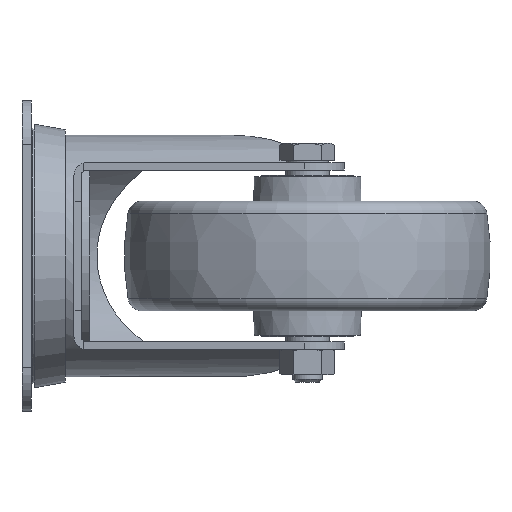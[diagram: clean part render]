
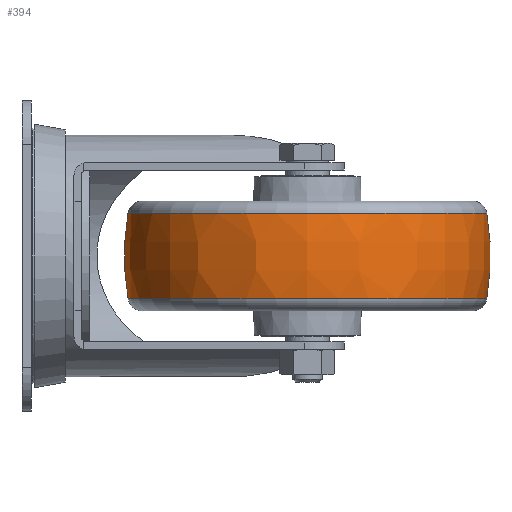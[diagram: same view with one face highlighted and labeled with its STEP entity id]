
A CAD part, left-side view. The second image highlights one B-rep face of the part: STEP entity #394.
In plain terms, the highlighted free-form (B-spline) face has degree [3, 3] with [4, 7] control points.
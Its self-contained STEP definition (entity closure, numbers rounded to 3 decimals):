
#394 = ADVANCED_FACE( '', ( #936, #937 ), #938, .T. );
#936 = FACE_OUTER_BOUND( '', #1732, .T. );
#937 = FACE_OUTER_BOUND( '', #1733, .T. );
#938 = ( BOUNDED_SURFACE(  )B_SPLINE_SURFACE( 3, 3, ( ( #1736, #1737, #1738, #1739, #1740, #1741, #1742 ), ( #1743, #1744, #1745, #1746, #1747, #1748, #1749 ), ( #1750, #1751, #1752, #1753, #1754, #1755, #1756 ), ( #1757, #1758, #1759, #1760, #1761, #1762, #1763 ) ), .UNSPECIFIED., .F., .T., .F. )B_SPLINE_SURFACE_WITH_KNOTS( ( 4, 4 ), ( 4, 3, 4 ), ( 0., 6.283 ), ( -0.165, 0.001, 0.167 ), .UNSPECIFIED. )GEOMETRIC_REPRESENTATION_ITEM(  )RATIONAL_B_SPLINE_SURFACE( ( ( 1., 0.333, 0.333, 1., 0.333, 0.333, 1. ), ( 0.991, 0.33, 0.33, 0.991, 0.33, 0.33, 0.991 ), ( 0.991, 0.33, 0.33, 0.991, 0.33, 0.33, 0.991 ), ( 1., 0.333, 0.333, 1., 0.333, 0.333, 1. ) ) )REPRESENTATION_ITEM( '' )SURFACE(  ) );
#1732 = EDGE_LOOP( '', ( #2628 ) );
#1733 = EDGE_LOOP( '', ( #2629 ) );
#1736 = CARTESIAN_POINT( '', ( 33.663, 0., -49.022 ) );
#1737 = CARTESIAN_POINT( '', ( 33.663, 98.044, -49.022 ) );
#1738 = CARTESIAN_POINT( '', ( 33.663, 98.044, 49.022 ) );
#1739 = CARTESIAN_POINT( '', ( 33.663, 0., 49.022 ) );
#1740 = CARTESIAN_POINT( '', ( 33.663, -98.044, 49.022 ) );
#1741 = CARTESIAN_POINT( '', ( 33.663, -98.044, -49.022 ) );
#1742 = CARTESIAN_POINT( '', ( 33.663, 0., -49.022 ) );
#1743 = CARTESIAN_POINT( '', ( 25.927, 0., -50.323 ) );
#1744 = CARTESIAN_POINT( '', ( 25.927, 100.646, -50.323 ) );
#1745 = CARTESIAN_POINT( '', ( 25.927, 100.646, 50.323 ) );
#1746 = CARTESIAN_POINT( '', ( 25.927, 0., 50.323 ) );
#1747 = CARTESIAN_POINT( '', ( 25.927, -100.646, 50.323 ) );
#1748 = CARTESIAN_POINT( '', ( 25.927, -100.646, -50.323 ) );
#1749 = CARTESIAN_POINT( '', ( 25.927, 0., -50.323 ) );
#1750 = CARTESIAN_POINT( '', ( 18.081, 0., -50.329 ) );
#1751 = CARTESIAN_POINT( '', ( 18.081, 100.658, -50.329 ) );
#1752 = CARTESIAN_POINT( '', ( 18.081, 100.658, 50.329 ) );
#1753 = CARTESIAN_POINT( '', ( 18.081, 0., 50.329 ) );
#1754 = CARTESIAN_POINT( '', ( 18.081, -100.658, 50.329 ) );
#1755 = CARTESIAN_POINT( '', ( 18.081, -100.658, -50.329 ) );
#1756 = CARTESIAN_POINT( '', ( 18.081, 0., -50.329 ) );
#1757 = CARTESIAN_POINT( '', ( 10.343, 0., -49.04 ) );
#1758 = CARTESIAN_POINT( '', ( 10.343, 98.08, -49.04 ) );
#1759 = CARTESIAN_POINT( '', ( 10.343, 98.08, 49.04 ) );
#1760 = CARTESIAN_POINT( '', ( 10.343, 0., 49.04 ) );
#1761 = CARTESIAN_POINT( '', ( 10.343, -98.08, 49.04 ) );
#1762 = CARTESIAN_POINT( '', ( 10.343, -98.08, -49.04 ) );
#1763 = CARTESIAN_POINT( '', ( 10.343, 0., -49.04 ) );
#2628 = ORIENTED_EDGE( '', *, *, #4416, .T. );
#2629 = ORIENTED_EDGE( '', *, *, #4501, .F. );
#4416 = EDGE_CURVE( '', #5154, #5154, #5155, .T. );
#4501 = EDGE_CURVE( '', #5303, #5303, #5304, .T. );
#5154 = VERTEX_POINT( '', #6247 );
#5155 = CIRCLE( '', #6248, 49.04 );
#5303 = VERTEX_POINT( '', #6465 );
#5304 = CIRCLE( '', #6466, 49.022 );
#6247 = CARTESIAN_POINT( '', ( 10.343, 0., -49.04 ) );
#6248 = AXIS2_PLACEMENT_3D( '', #8070, #8071, #8072 );
#6465 = CARTESIAN_POINT( '', ( 33.663, 0., -49.022 ) );
#6466 = AXIS2_PLACEMENT_3D( '', #8183, #8184, #8185 );
#8070 = CARTESIAN_POINT( '', ( 10.343, 0., 0. ) );
#8071 = DIRECTION( '', ( 1., 0., 0. ) );
#8072 = DIRECTION( '', ( 0., 0., -1. ) );
#8183 = CARTESIAN_POINT( '', ( 33.663, 0., 0. ) );
#8184 = DIRECTION( '', ( 1., 0., 0. ) );
#8185 = DIRECTION( '', ( 0., 0., -1. ) );
